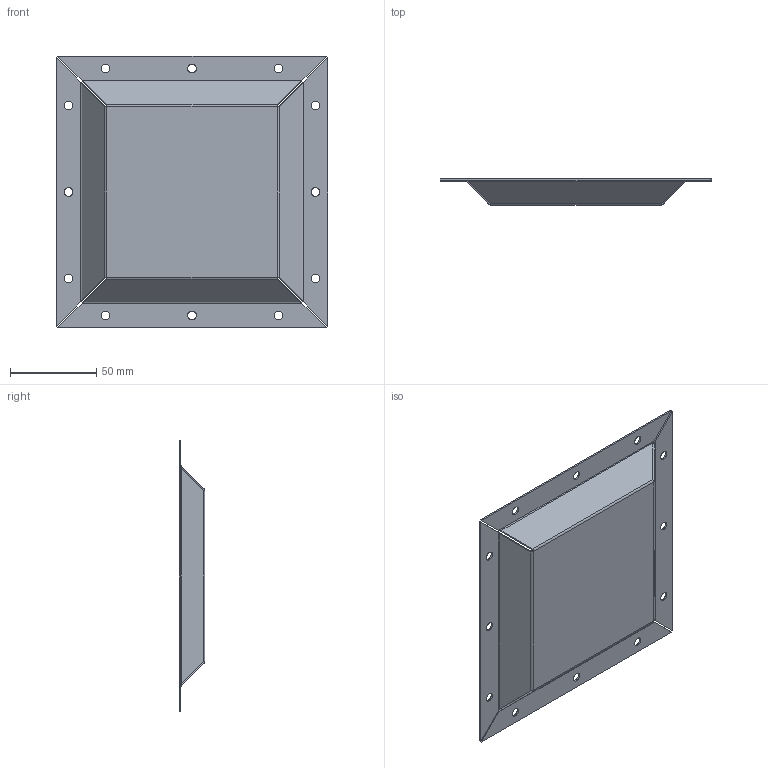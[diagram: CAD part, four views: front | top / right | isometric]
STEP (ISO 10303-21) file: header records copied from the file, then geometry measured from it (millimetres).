
FILE_DESCRIPTION(/* description */ (''),/* implementation_level */ '2;1');
FILE_NAME(/* name */ 'WP-14.step',/* time_stamp */ '2024-09-13T23:18:00+05:30',/* author */ (''),/* organization */ (''),/* preprocessor_version */ 'ST-DEVELOPER v20',/* originating_system */ 'Autodesk Translation Framework v13.14.0.145',/* authorisation */ '');
FILE_SCHEMA (('AUTOMOTIVE_DESIGN { 1 0 10303 214 3 1 1 }'));
Length unit declared in the file: millimetre
Products named in the file (1): WP-14
Bounding box: 156.87 x 14.85 x 156.87 mm (x, y, z)
Volume: 26667.4 mm3; surface area: 54509.4 mm2
Topology: 1 solids, 1 shells, 82 faces, 176 edges, 96 vertices
Faces by surface type: plane 46, cylinder 28, bspline 8
Full cylindrical faces by diameter (mm): 5 x12
Entity records: 2321 total; most frequent: CARTESIAN_POINT 499, DIRECTION 366, ORIENTED_EDGE 352, EDGE_CURVE 176, AXIS2_PLACEMENT_3D 123, LINE 120, VECTOR 120, EDGE_LOOP 106
